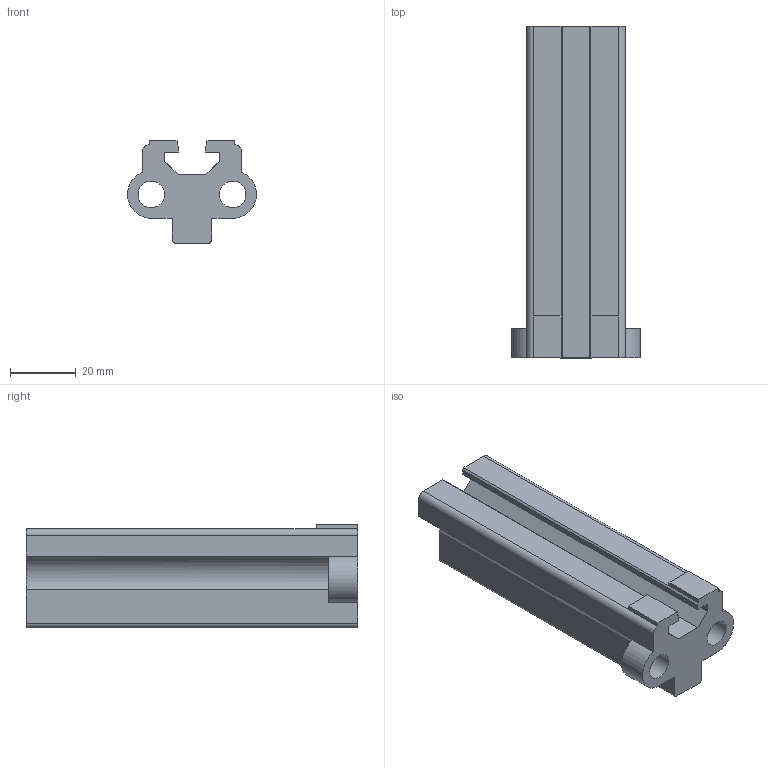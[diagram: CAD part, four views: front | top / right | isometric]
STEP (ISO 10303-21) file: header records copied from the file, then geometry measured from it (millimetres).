
FILE_DESCRIPTION(/* description */ (''),/* implementation_level */ '2;1');
FILE_NAME(/* name */ 'M1 mk1.step',/* time_stamp */ '2022-03-05T22:16:39-05:00',/* author */ (''),/* organization */ (''),/* preprocessor_version */ 'ST-DEVELOPER v18.1',/* originating_system */ 'Autodesk Translation Framework v10.13.0.1454',/* authorisation */ '');
FILE_SCHEMA (('AUTOMOTIVE_DESIGN { 1 0 10303 214 3 1 1 }'));
Length unit declared in the file: inch
Products named in the file (1): base5 (1) (1)
Bounding box: 39.17 x 100.72 x 31.26 mm (x, y, z)
Volume: 41883.7 mm3; surface area: 16398.4 mm2
Topology: 1 solids, 1 shells, 43 faces, 125 edges, 84 vertices
Faces by surface type: plane 33, cylinder 10
Full cylindrical faces by diameter (mm): 8.077 x2
Entity records: 1765 total; most frequent: CARTESIAN_POINT 559, ORIENTED_EDGE 250, DIRECTION 236, EDGE_CURVE 125, LINE 100, VECTOR 100, VERTEX_POINT 84, AXIS2_PLACEMENT_3D 68
